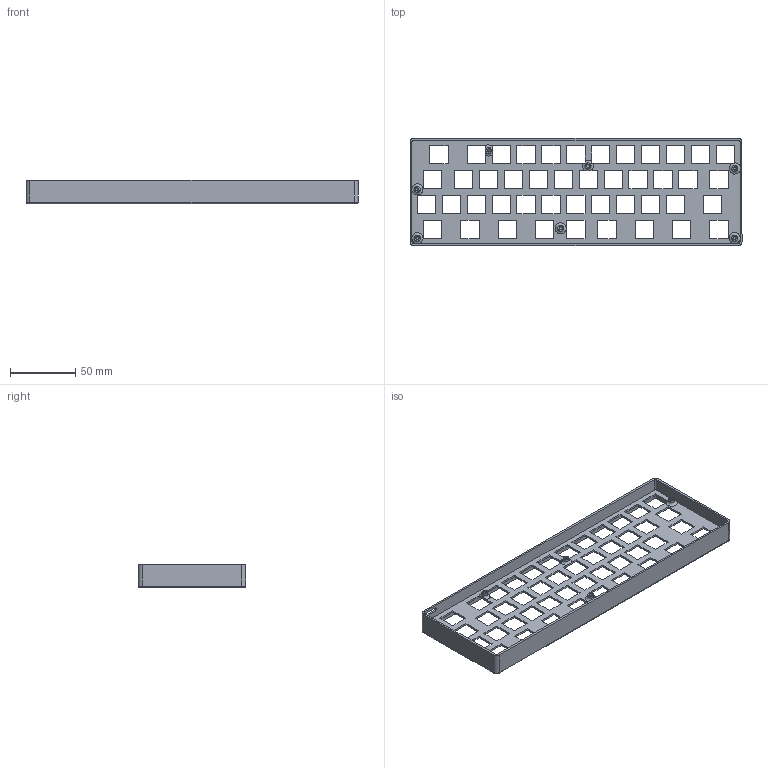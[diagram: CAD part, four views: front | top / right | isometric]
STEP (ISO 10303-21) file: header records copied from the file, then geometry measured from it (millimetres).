
FILE_DESCRIPTION(/* description */ (''),/* implementation_level */ '2;1');
FILE_NAME(/* name */ 'Top.stp',/* time_stamp */ '2025-06-14T22:48:02+02:00',/* author */ ('nikla'),/* organization */ (''),/* preprocessor_version */ 'ST-DEVELOPER v20.1',/* originating_system */ 'Autodesk Inventor 2026',/* authorisation */ '');
FILE_SCHEMA (('AUTOMOTIVE_DESIGN { 1 0 10303 214 3 1 1 }'));
Length unit declared in the file: millimetre
Products named in the file (1): Top
Bounding box: 254 x 82 x 17.75 mm (x, y, z)
Volume: 36370.6 mm3; surface area: 50465.2 mm2
Topology: 1 solids, 1 shells, 258 faces, 760 edges, 501 vertices
Faces by surface type: plane 208, cylinder 32, torus 11, cone 7
Full cylindrical faces by diameter (mm): 2.459 x7, 4.5 x7
Entity records: 8777 total; most frequent: CARTESIAN_POINT 1647, ORIENTED_EDGE 1506, DIRECTION 1353, EDGE_CURVE 753, LINE 633, VECTOR 633, VERTEX_POINT 501, AXIS2_PLACEMENT_3D 360
